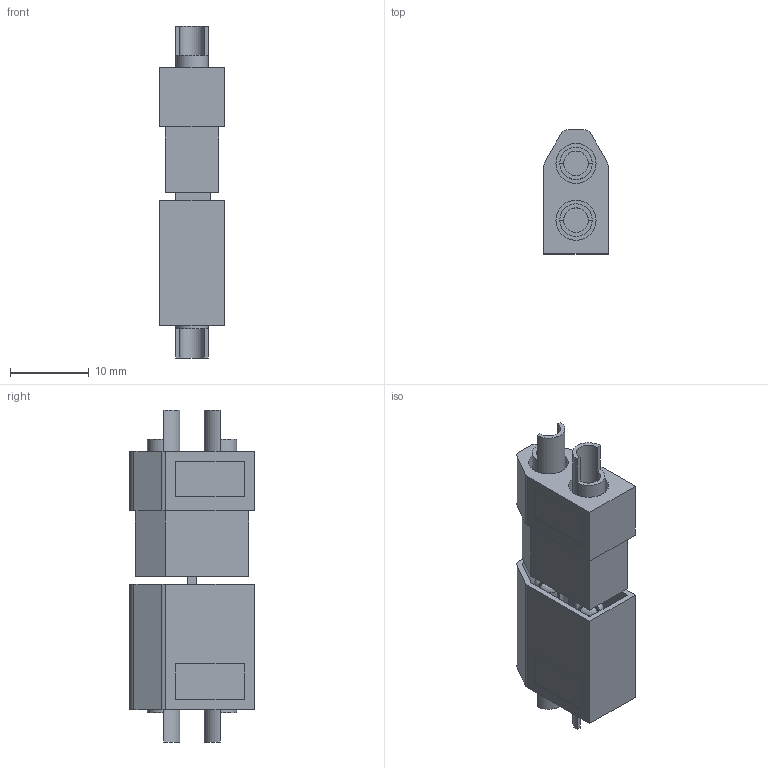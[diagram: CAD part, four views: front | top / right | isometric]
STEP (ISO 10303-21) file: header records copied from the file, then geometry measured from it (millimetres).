
FILE_DESCRIPTION (( 'STEP AP214' ), '1' );
FILE_NAME ('PRT-10474.STEP', '2020-01-09T18:41:34', ( '' ), ( '' ), 'SwSTEP 2.0', 'SolidWorks 2017', '' );
FILE_SCHEMA (( 'AUTOMOTIVE_DESIGN' ));
Length unit declared in the file: inch
Products named in the file (1): PRT-10474
Bounding box: 8.13 x 15.74 x 42.08 mm (x, y, z)
Volume: 2547.2 mm3; surface area: 3810.4 mm2
Topology: 10 solids, 10 shells, 210 faces, 496 edges, 324 vertices
Faces by surface type: plane 118, cylinder 72, torus 16, cone 4
Entity records: 6415 total; most frequent: CARTESIAN_POINT 1327, DIRECTION 1034, ORIENTED_EDGE 992, EDGE_CURVE 496, AXIS2_PLACEMENT_3D 359, VERTEX_POINT 324, LINE 316, VECTOR 316
